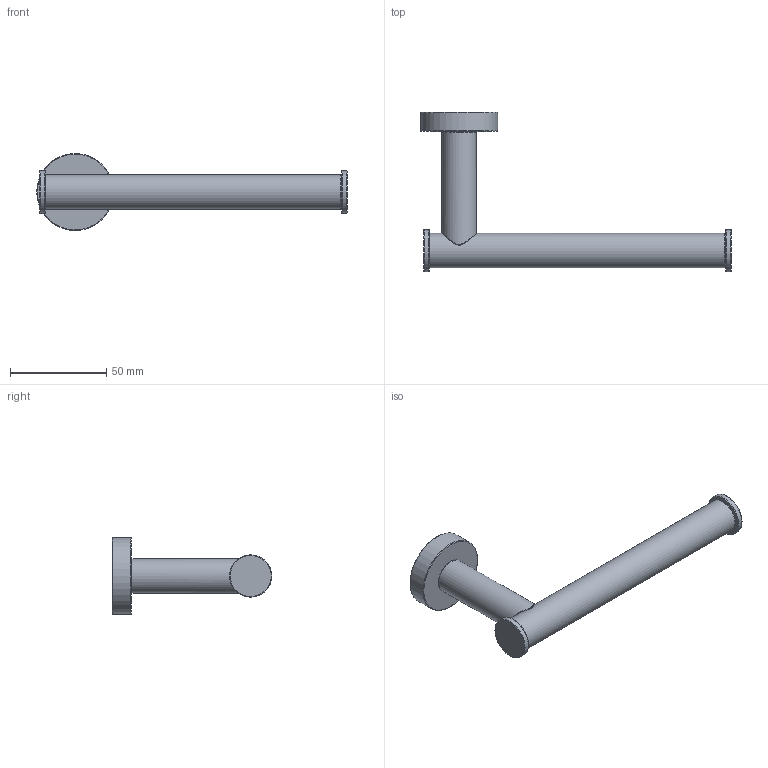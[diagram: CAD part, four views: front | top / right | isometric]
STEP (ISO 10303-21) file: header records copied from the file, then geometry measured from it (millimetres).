
FILE_DESCRIPTION(/* description */ ('Unknown'),/* implementation_level */ '2;1');
FILE_NAME(/* name */ 'CBA04',/* time_stamp */ '2016-03-15T11:20:03+01:00',/* author */ ('Unknown'),/* organization */ ('Unknown'),/* preprocessor_version */ 'ST-DEVELOPER v16.7',/* originating_system */ 'DEX',/* authorisation */ $);
FILE_SCHEMA (('AUTOMOTIVE_DESIGN {1 0 10303 214 3 1 1}'));
Length unit declared in the file: millimetre
Products named in the file (7): CBA04; ROTOLO; ROTOLO_0; ROTOLO_1; ROTOLO_2; ROTOLO_3; ROTOLO_4
Assembly tree (6 placements, depth 2):
  CBA04
    ROTOLO
    ROTOLO_0
    ROTOLO_1
    ROTOLO_2
    ROTOLO_3
    ROTOLO_4
Bounding box: 161.5 x 83 x 40 mm (x, y, z)
Volume: 33148.6 mm3; surface area: 28366.7 mm2
Topology: 6 solids, 6 shells, 55 faces, 117 edges, 76 vertices
Faces by surface type: plane 18, cylinder 15, bspline 11, torus 9, cone 2
Full cylindrical faces by diameter (mm): 6 x2, 6.1 x1, 12 x1, 17 x1, 18 x3, 22 x2, 32.2 x1, 40 x1
Entity records: 4130 total; most frequent: CARTESIAN_POINT 3010, ORIENTED_EDGE 172, DIRECTION 172, EDGE_LOOP 87, FACE_BOUND 87, EDGE_CURVE 86, AXIS2_PLACEMENT_3D 85, VERTEX_POINT 67
